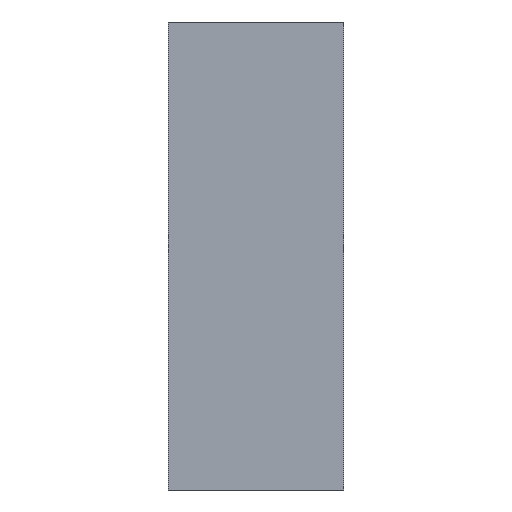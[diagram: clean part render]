
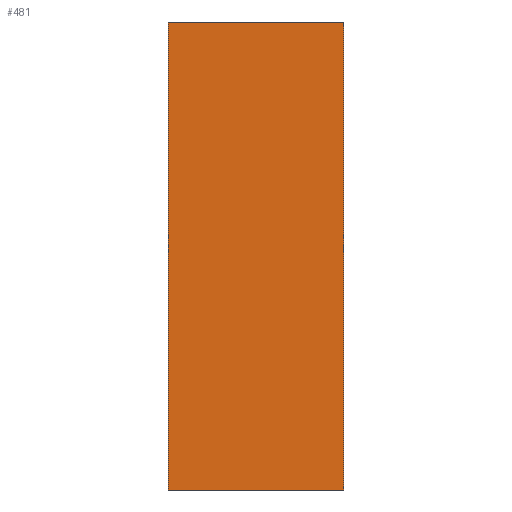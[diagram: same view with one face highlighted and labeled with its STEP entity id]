
A CAD part, left-side view. The second image highlights one B-rep face of the part: STEP entity #481.
In plain terms, the highlighted planar face has unit normal (-1, 0, 0).
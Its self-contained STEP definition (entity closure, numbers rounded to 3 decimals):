
#46=PLANE('',#548);
#63=FACE_OUTER_BOUND('',#83,.T.);
#83=EDGE_LOOP('',(#379,#380,#381,#382));
#127=LINE('',#772,#157);
#132=LINE('',#801,#162);
#133=LINE('',#802,#163);
#134=LINE('',#803,#164);
#157=VECTOR('',#631,10.);
#162=VECTOR('',#662,10.);
#163=VECTOR('',#663,10.);
#164=VECTOR('',#664,10.);
#234=VERTEX_POINT('',#769);
#235=VERTEX_POINT('',#771);
#245=VERTEX_POINT('',#799);
#246=VERTEX_POINT('',#800);
#289=EDGE_CURVE('',#234,#235,#127,.T.);
#303=EDGE_CURVE('',#245,#246,#132,.T.);
#304=EDGE_CURVE('',#245,#235,#133,.T.);
#305=EDGE_CURVE('',#246,#234,#134,.T.);
#379=ORIENTED_EDGE('',*,*,#303,.F.);
#380=ORIENTED_EDGE('',*,*,#304,.T.);
#381=ORIENTED_EDGE('',*,*,#289,.F.);
#382=ORIENTED_EDGE('',*,*,#305,.F.);
#481=ADVANCED_FACE('',(#63),#46,.F.);
#548=AXIS2_PLACEMENT_3D('',#798,#660,#661);
#631=DIRECTION('',(0.,0.,1.));
#660=DIRECTION('center_axis',(1.,0.,0.));
#661=DIRECTION('ref_axis',(0.,0.,-1.));
#662=DIRECTION('',(0.,0.,-1.));
#663=DIRECTION('',(0.,1.,0.));
#664=DIRECTION('',(0.,1.,0.));
#769=CARTESIAN_POINT('',(-200.,7.5,-20.));
#771=CARTESIAN_POINT('',(-200.,7.5,0.));
#772=CARTESIAN_POINT('',(-200.,7.5,-20.));
#798=CARTESIAN_POINT('Origin',(-200.,0.,0.));
#799=CARTESIAN_POINT('',(-200.,0.,0.));
#800=CARTESIAN_POINT('',(-200.,0.,-20.));
#801=CARTESIAN_POINT('',(-200.,0.,0.));
#802=CARTESIAN_POINT('',(-200.,0.,0.));
#803=CARTESIAN_POINT('',(-200.,0.,-20.));
